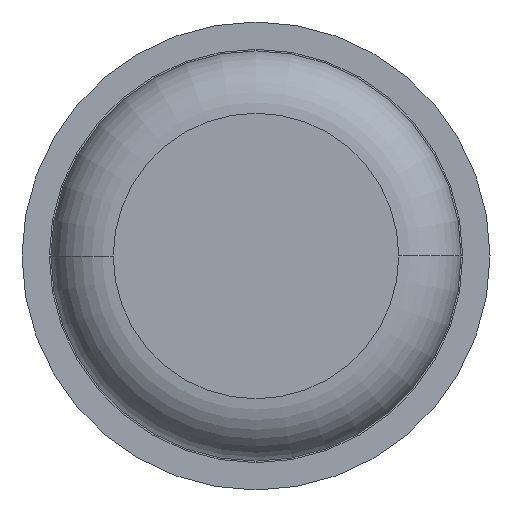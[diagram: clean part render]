
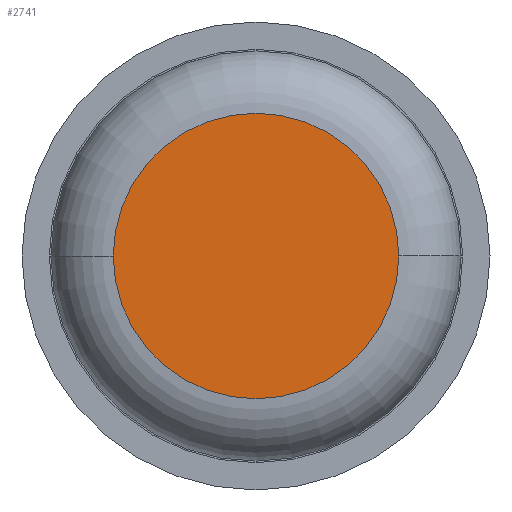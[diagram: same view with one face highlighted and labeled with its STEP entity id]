
A CAD part, front view. The second image highlights one B-rep face of the part: STEP entity #2741.
In plain terms, the highlighted planar face has unit normal (0, -1, 0).
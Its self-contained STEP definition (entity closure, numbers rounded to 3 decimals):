
#175 = ORIENTED_EDGE ( 'NONE', *, *, #3189, .T. ) ;
#409 = DIRECTION ( 'NONE',  ( -1., 0., 0. ) ) ;
#427 = CIRCLE ( 'NONE', #3767, 0.915 ) ;
#445 = CARTESIAN_POINT ( 'NONE',  ( 0.915, 0., 0. ) ) ;
#961 = CARTESIAN_POINT ( 'NONE',  ( -0.915, 0., 0. ) ) ;
#1330 = CARTESIAN_POINT ( 'NONE',  ( 0., 0., 0. ) ) ;
#1547 = AXIS2_PLACEMENT_3D ( 'NONE', #1330, #2017, #1666 ) ;
#1658 = CARTESIAN_POINT ( 'NONE',  ( 0., 0., 0. ) ) ;
#1666 = DIRECTION ( 'NONE',  ( -1., 0., 0. ) ) ;
#2017 = DIRECTION ( 'NONE',  ( 0., 1., 0. ) ) ;
#2021 = DIRECTION ( 'NONE',  ( 0., -1., 0. ) ) ;
#2085 = CARTESIAN_POINT ( 'NONE',  ( 0., 0., 0. ) ) ;
#2097 = ORIENTED_EDGE ( 'NONE', *, *, #3480, .T. ) ;
#2427 = DIRECTION ( 'NONE',  ( -1., 0., 0. ) ) ;
#2638 = PLANE ( 'NONE',  #1547 ) ;
#2710 = CIRCLE ( 'NONE', #3013, 0.915 ) ;
#2741 = ADVANCED_FACE ( 'Defeature ausgef�hrt1_6', ( #3883 ), #2638, .F. ) ;
#3013 = AXIS2_PLACEMENT_3D ( 'NONE', #2085, #3695, #2427 ) ;
#3189 = EDGE_CURVE ( 'Defeature ausgef�hrt1_6+Defeature ausgef�hrt1_7+Defeature ausgef�hrt1_7+Defeature ausgef�hrt1_7', #3555, #3825, #2710, .T. ) ;
#3480 = EDGE_CURVE ( 'Defeature ausgef�hrt1_6+Defeature ausgef�hrt1_7+Defeature ausgef�hrt1_7+Defeature ausgef�hrt1_7', #3825, #3555, #427, .T. ) ;
#3555 = VERTEX_POINT ( 'NONE', #961 ) ;
#3695 = DIRECTION ( 'NONE',  ( 0., -1., 0. ) ) ;
#3767 = AXIS2_PLACEMENT_3D ( 'NONE', #1658, #2021, #409 ) ;
#3786 = EDGE_LOOP ( 'NONE', ( #175, #2097 ) ) ;
#3825 = VERTEX_POINT ( 'NONE', #445 ) ;
#3883 = FACE_OUTER_BOUND ( 'NONE', #3786, .T. ) ;
